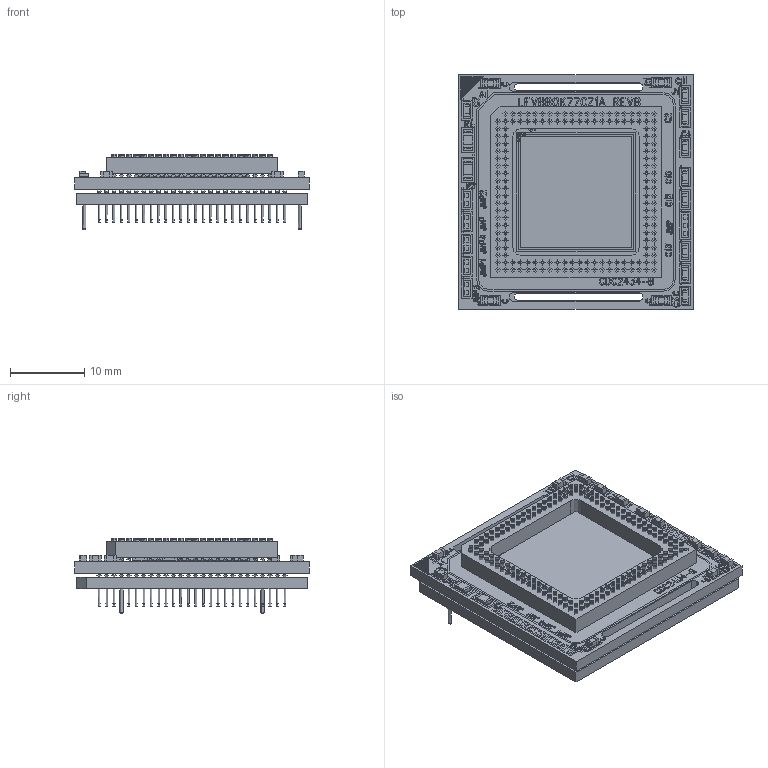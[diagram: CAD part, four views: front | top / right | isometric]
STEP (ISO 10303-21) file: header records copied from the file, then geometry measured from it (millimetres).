
FILE_DESCRIPTION(/* description */ (''),/* implementation_level */ '2;1');
FILE_NAME(/* name */ 'LFVBBOK77CZ1A',/* time_stamp */ '2015-12-08T12:29:20-05:00',/* author */ ('B17677'),/* organization */ (''),/* preprocessor_version */ 'ST-DEVELOPER v16.1',/* originating_system */ 'AutoCAD Mechanical',/* authorisation */ '');
FILE_SCHEMA (('AUTOMOTIVE_DESIGN { 1 0 10303 214 3 1 1 }'));
Products named in the file (20): *S41; C0603C103K5RACTU; RMCF0805JT10K0; PPC5676RMVRD1R 552 bga; AI 8401TR; 9813LFTR 522 Pin Array; *S39; *S40; *S42; *S43; *S44; *S45; ROUND_42; ROUND_145; RECTANGLE_216; RECTANGLE_226; RECTANGLE_227; ROUND_147; CDC 2434-B; Product
Assembly tree (1302 placements, depth 3):
  Product
    C0603C103K5RACTU  x13
    RMCF0805JT10K0  x2
    PPC5676RMVRD1R 552 bga
    AI 8401TR
    9813LFTR 522 Pin Array
    *S40
      *S39
    *S41
    *S43
      *S42
    *S45
      *S44
    CDC 2434-B
      ROUND_42  x159
      ROUND_145  x552
      RECTANGLE_216  x31
      RECTANGLE_226  x8
      RECTANGLE_227  x4
      ROUND_147  x522
Bounding box: 31.6 x 31.6 x 10.19 mm (x, y, z)
Volume: 4153.5 mm3; surface area: 9898.1 mm2
Topology: 1282 solids, 2821 shells, 5396 faces, 21960 edges, 19705 vertices
Faces by surface type: plane 2474, sphere 1755, cylinder 1167
Full cylindrical faces by diameter (mm): 0.175 x156, 0.28 x522, 0.375 x156, 0.46 x3, 0.575 x156, 0.66 x3, 0.75 x156, 0.84 x3
Entity records: 156540 total; most frequent: CARTESIAN_POINT 35685, DIRECTION 30411, AXIS2_PLACEMENT_3D 13402, ORIENTED_EDGE 8592, CIRCLE 8188, STYLED_ITEM 7775, TRIMMED_CURVE 6263, VERTEX_POINT 6018
